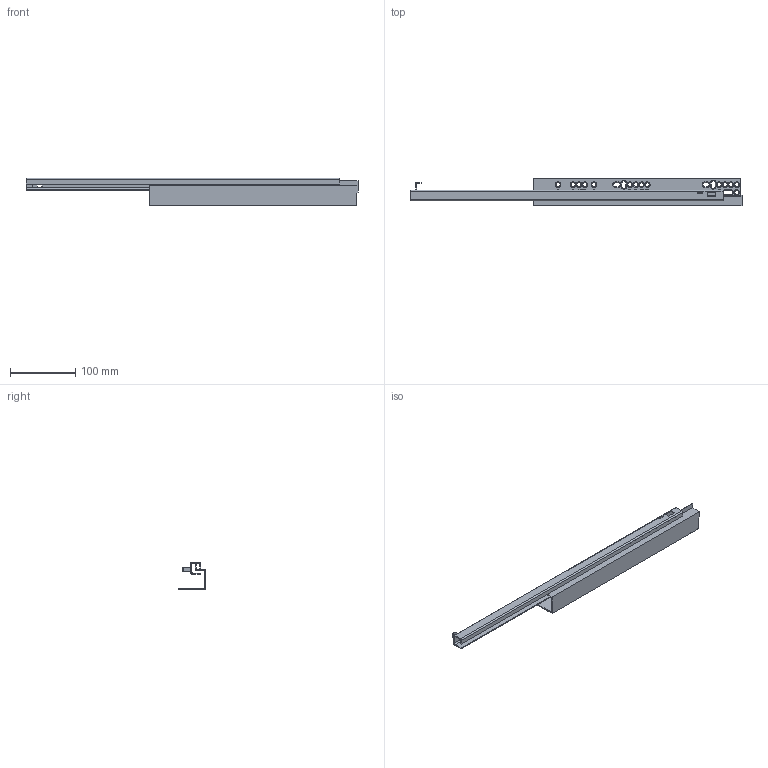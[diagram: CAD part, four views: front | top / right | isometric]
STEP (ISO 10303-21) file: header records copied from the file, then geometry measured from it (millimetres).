
FILE_DESCRIPTION (( 'STEP AP214' ), '1' );
FILE_NAME ('F000286_CLOSED_RIGHT_3D.step', '2023-02-22T12:41:39', ( '' ), ( '' ), 'SwSTEP 2.0', 'SolidWorks 2020', '' );
FILE_SCHEMA (( 'AUTOMOTIVE_DESIGN' ));
Length unit declared in the file: millimetre
Products named in the file (3): F000286_CLOSED_RIGHT_3D; NU31-500-VNITRNI_PRAVY; NU31-500-VNEJSI-PRAVY
Assembly tree (2 placements, depth 2):
  F000286_CLOSED_RIGHT_3D
    NU31-500-VNEJSI-PRAVY
    NU31-500-VNITRNI_PRAVY
Bounding box: 509 x 42.5 x 42 mm (x, y, z)
Volume: 81730.4 mm3; surface area: 111601.6 mm2
Topology: 2 solids, 2 shells, 206 faces, 546 edges, 340 vertices
Faces by surface type: plane 81, cylinder 66, cone 59
Entity records: 6594 total; most frequent: DIRECTION 1166, CARTESIAN_POINT 1107, ORIENTED_EDGE 1092, EDGE_CURVE 546, AXIS2_PLACEMENT_3D 411, LINE 344, VECTOR 344, VERTEX_POINT 340
